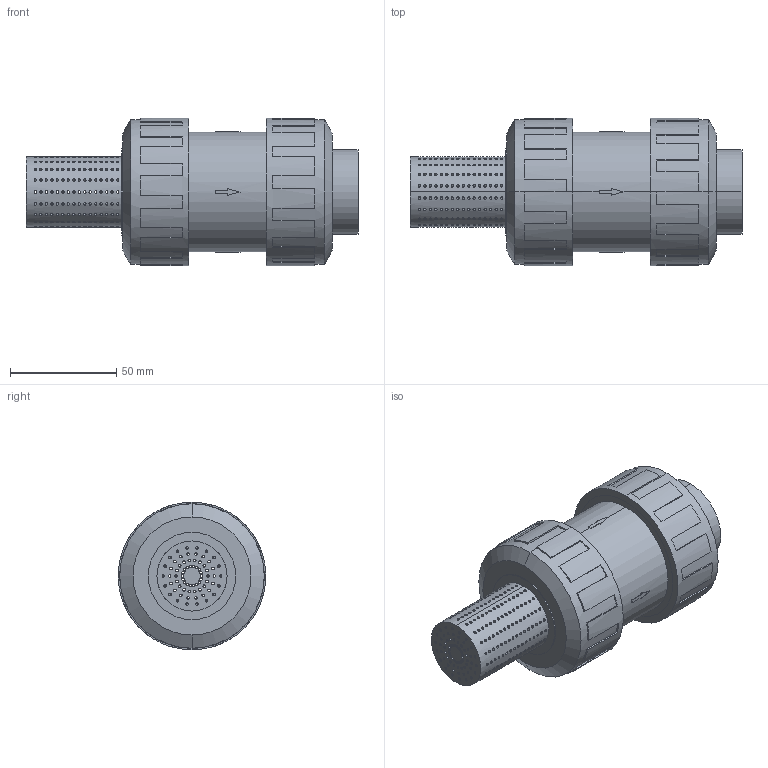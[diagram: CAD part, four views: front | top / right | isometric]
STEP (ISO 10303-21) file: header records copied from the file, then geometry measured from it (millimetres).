
FILE_DESCRIPTION(('STEP AP214'),'1');
FILE_NAME('cctmp_9823A2CC-F0EA-4C4E-94D1-D5D1F9F386A9_2018_11_28_10_49_44_121..stp','2018-11-28T09:49:46',('Praher Valves GmbH'),('CADClick - www.CADClick.com'),'Spatial InterOp 3D',' ','unknown authorization');
FILE_SCHEMA(('AUTOMOTIVE_DESIGN'));
Length unit declared in the file: millimetre
Products named in the file (1): 121610
Bounding box: 156.5 x 69.5 x 69.5 mm (x, y, z)
Volume: 284256.4 mm3; surface area: 81119.7 mm2
Topology: 1 solids, 1 shells, 2388 faces, 6850 edges, 4178 vertices
Faces by surface type: cylinder 2202, plane 182, cone 4
Entity records: 110388 total; most frequent: CARTESIAN_POINT 28969, ORIENTED_EDGE 13700, DIRECTION 12778, EDGE_CURVE 6850, AXIS2_PLACEMENT_3D 5267, VERTEX_POINT 4178, EDGE_LOOP 2822, STYLED_ITEM 2389
